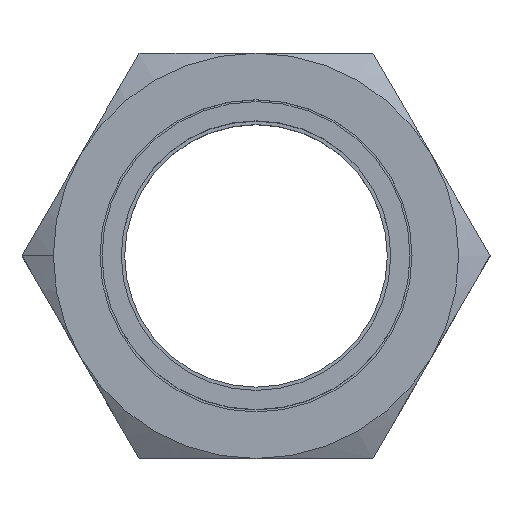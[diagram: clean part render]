
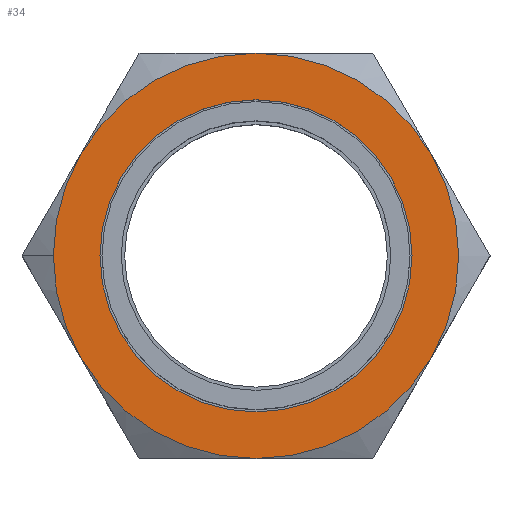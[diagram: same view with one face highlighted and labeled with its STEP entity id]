
A CAD part, top view. The second image highlights one B-rep face of the part: STEP entity #34.
In plain terms, the highlighted planar face has unit normal (0, 0, 1).
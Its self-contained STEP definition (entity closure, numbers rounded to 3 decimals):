
#14 = ORIENTED_EDGE ( 'NONE', *, *, #1720, .T. ) ;
#23 = ORIENTED_EDGE ( 'NONE', *, *, #1778, .T. ) ;
#24 = ORIENTED_EDGE ( 'NONE', *, *, #1762, .T. ) ;
#25 = ORIENTED_EDGE ( 'NONE', *, *, #1764, .T. ) ;
#26 = ORIENTED_EDGE ( 'NONE', *, *, #167, .T. ) ;
#30 = ORIENTED_EDGE ( 'NONE', *, *, #1726, .T. ) ;
#31 = EDGE_LOOP ( 'NONE', ( #30, #23, #24, #14, #26, #25, #44 ) ) ;
#32 = ORIENTED_EDGE ( 'NONE', *, *, #49, .F. ) ;
#33 = ORIENTED_EDGE ( 'NONE', *, *, #1591, .F. ) ;
#34 = ADVANCED_FACE ( 'NONE', ( #1610, #1609 ), #1607, .F. ) ;
#44 = ORIENTED_EDGE ( 'NONE', *, *, #1711, .T. ) ;
#49 = EDGE_CURVE ( 'NONE', #1734, #1594, #1642, .T. ) ;
#52 = EDGE_LOOP ( 'NONE', ( #32, #33 ) ) ;
#167 = EDGE_CURVE ( 'NONE', #1672, #1765, #2056, .T. ) ;
#359 = CARTESIAN_POINT ( 'NONE',  ( 21.651, -12.5, 10.5 ) ) ;
#364 = CARTESIAN_POINT ( 'NONE',  ( -19.25, 0., 10.5 ) ) ;
#365 = DIRECTION ( 'NONE',  ( 1., 0., 0. ) ) ;
#366 = DIRECTION ( 'NONE',  ( 0., 0., 1. ) ) ;
#367 = CARTESIAN_POINT ( 'NONE',  ( 0., 0., 10.5 ) ) ;
#368 = AXIS2_PLACEMENT_3D ( 'NONE', #367, #366, #365 ) ;
#373 = CIRCLE ( 'NONE', #368, 19.25 ) ;
#410 = CARTESIAN_POINT ( 'NONE',  ( -21.651, -12.5, 10.5 ) ) ;
#411 = CARTESIAN_POINT ( 'NONE',  ( -25., 0., 10.5 ) ) ;
#446 = CARTESIAN_POINT ( 'NONE',  ( 21.651, 12.5, 10.5 ) ) ;
#452 = DIRECTION ( 'NONE',  ( 1., 0., 0. ) ) ;
#453 = DIRECTION ( 'NONE',  ( 0., 0., 1. ) ) ;
#454 = CARTESIAN_POINT ( 'NONE',  ( 0., 0., 10.5 ) ) ;
#465 = AXIS2_PLACEMENT_3D ( 'NONE', #454, #453, #452 ) ;
#466 = CIRCLE ( 'NONE', #465, 25. ) ;
#485 = CARTESIAN_POINT ( 'NONE',  ( 0., 25., 10.5 ) ) ;
#486 = DIRECTION ( 'NONE',  ( 1., 0., 0. ) ) ;
#487 = DIRECTION ( 'NONE',  ( 0., 0., 1. ) ) ;
#488 = CARTESIAN_POINT ( 'NONE',  ( 0., 0., 10.5 ) ) ;
#489 = AXIS2_PLACEMENT_3D ( 'NONE', #488, #487, #486 ) ;
#490 = CIRCLE ( 'NONE', #489, 25. ) ;
#507 = CARTESIAN_POINT ( 'NONE',  ( 19.25, 0., 10.5 ) ) ;
#527 = DIRECTION ( 'NONE',  ( 1., 0., 0. ) ) ;
#528 = DIRECTION ( 'NONE',  ( 0., 0., 1. ) ) ;
#529 = CARTESIAN_POINT ( 'NONE',  ( 0., 0., 10.5 ) ) ;
#530 = AXIS2_PLACEMENT_3D ( 'NONE', #529, #528, #527 ) ;
#531 = CIRCLE ( 'NONE', #530, 25. ) ;
#578 = CARTESIAN_POINT ( 'NONE',  ( 0., 0., 10.5 ) ) ;
#616 = CARTESIAN_POINT ( 'NONE',  ( 0., -25., 10.5 ) ) ;
#617 = DIRECTION ( 'NONE',  ( 1., 0., 0. ) ) ;
#618 = DIRECTION ( 'NONE',  ( 0., 0., 1. ) ) ;
#619 = CARTESIAN_POINT ( 'NONE',  ( 0., 0., 10.5 ) ) ;
#620 = AXIS2_PLACEMENT_3D ( 'NONE', #619, #618, #617 ) ;
#621 = CIRCLE ( 'NONE', #620, 25. ) ;
#622 = CARTESIAN_POINT ( 'NONE',  ( -21.651, 12.5, 10.5 ) ) ;
#623 = DIRECTION ( 'NONE',  ( 1., 0., 0. ) ) ;
#624 = DIRECTION ( 'NONE',  ( 0., 0., 1. ) ) ;
#625 = AXIS2_PLACEMENT_3D ( 'NONE', #578, #624, #623 ) ;
#626 = CIRCLE ( 'NONE', #625, 25. ) ;
#643 = DIRECTION ( 'NONE',  ( 1., 0., 0. ) ) ;
#644 = DIRECTION ( 'NONE',  ( 0., 0., 1. ) ) ;
#645 = CARTESIAN_POINT ( 'NONE',  ( 0., 0., 10.5 ) ) ;
#646 = AXIS2_PLACEMENT_3D ( 'NONE', #645, #644, #643 ) ;
#657 = CIRCLE ( 'NONE', #646, 25. ) ;
#1591 = EDGE_CURVE ( 'NONE', #1594, #1734, #373, .T. ) ;
#1594 = VERTEX_POINT ( 'NONE', #364 ) ;
#1607 = PLANE ( 'NONE',  #1629 ) ;
#1609 = FACE_OUTER_BOUND ( 'NONE', #31, .T. ) ;
#1610 = FACE_BOUND ( 'NONE', #52, .T. ) ;
#1626 = DIRECTION ( 'NONE',  ( -1., 0., 0. ) ) ;
#1627 = DIRECTION ( 'NONE',  ( 0., 0., -1. ) ) ;
#1628 = CARTESIAN_POINT ( 'NONE',  ( 0., 25., 10.5 ) ) ;
#1629 = AXIS2_PLACEMENT_3D ( 'NONE', #1628, #1627, #1626 ) ;
#1633 = VERTEX_POINT ( 'NONE', #359 ) ;
#1638 = DIRECTION ( 'NONE',  ( 1., 0., 0. ) ) ;
#1639 = DIRECTION ( 'NONE',  ( 0., 0., 1. ) ) ;
#1640 = CARTESIAN_POINT ( 'NONE',  ( 0., 0., 10.5 ) ) ;
#1641 = AXIS2_PLACEMENT_3D ( 'NONE', #1640, #1639, #1638 ) ;
#1642 = CIRCLE ( 'NONE', #1641, 19.25 ) ;
#1671 = VERTEX_POINT ( 'NONE', #411 ) ;
#1672 = VERTEX_POINT ( 'NONE', #410 ) ;
#1700 = VERTEX_POINT ( 'NONE', #446 ) ;
#1711 = EDGE_CURVE ( 'NONE', #1633, #1700, #466, .T. ) ;
#1720 = EDGE_CURVE ( 'NONE', #1671, #1672, #490, .T. ) ;
#1721 = VERTEX_POINT ( 'NONE', #485 ) ;
#1726 = EDGE_CURVE ( 'NONE', #1700, #1721, #531, .T. ) ;
#1734 = VERTEX_POINT ( 'NONE', #507 ) ;
#1762 = EDGE_CURVE ( 'NONE', #1763, #1671, #626, .T. ) ;
#1763 = VERTEX_POINT ( 'NONE', #622 ) ;
#1764 = EDGE_CURVE ( 'NONE', #1765, #1633, #621, .T. ) ;
#1765 = VERTEX_POINT ( 'NONE', #616 ) ;
#1778 = EDGE_CURVE ( 'NONE', #1721, #1763, #657, .T. ) ;
#2049 = DIRECTION ( 'NONE',  ( 1., 0., 0. ) ) ;
#2050 = DIRECTION ( 'NONE',  ( 0., 0., 1. ) ) ;
#2051 = CARTESIAN_POINT ( 'NONE',  ( 0., 0., 10.5 ) ) ;
#2052 = AXIS2_PLACEMENT_3D ( 'NONE', #2051, #2050, #2049 ) ;
#2056 = CIRCLE ( 'NONE', #2052, 25. ) ;
